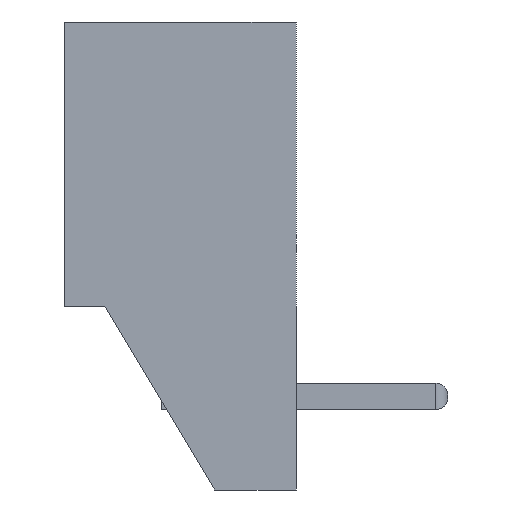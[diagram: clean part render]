
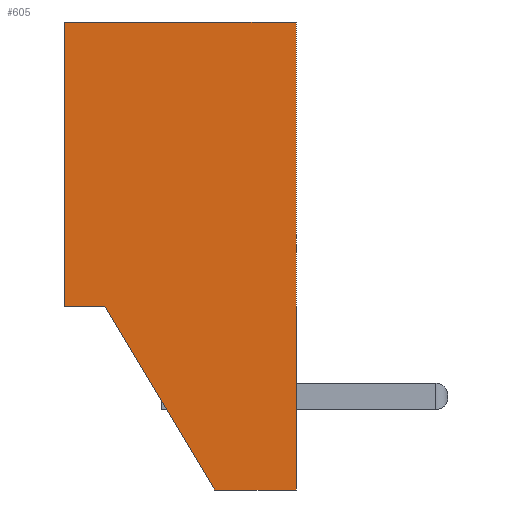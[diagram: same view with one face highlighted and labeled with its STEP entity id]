
A CAD part, left-side view. The second image highlights one B-rep face of the part: STEP entity #605.
In plain terms, the highlighted planar face has unit normal (-1, 0, 0).
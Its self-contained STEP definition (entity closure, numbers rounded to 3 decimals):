
#119 = VERTEX_POINT ( 'NONE', #4930 ) ;
#222 = VECTOR ( 'NONE', #3085, 1000. ) ;
#229 = VERTEX_POINT ( 'NONE', #5009 ) ;
#605 = ADVANCED_FACE ( 'NONE', ( #3037 ), #5167, .F. ) ;
#628 = VECTOR ( 'NONE', #1281, 1000. ) ;
#719 = ORIENTED_EDGE ( 'NONE', *, *, #4767, .F. ) ;
#926 = ORIENTED_EDGE ( 'NONE', *, *, #4882, .F. ) ;
#1190 = CARTESIAN_POINT ( 'NONE',  ( 0., 0., -11.5 ) ) ;
#1279 = EDGE_LOOP ( 'NONE', ( #926, #5385, #5817, #3314, #2670, #719 ) ) ;
#1281 = DIRECTION ( 'NONE',  ( 0., -1., 0. ) ) ;
#1512 = VECTOR ( 'NONE', #3978, 1000. ) ;
#1600 = LINE ( 'NONE', #6038, #5523 ) ;
#1689 = LINE ( 'NONE', #4506, #1512 ) ;
#1785 = VECTOR ( 'NONE', #5455, 1000. ) ;
#1844 = CARTESIAN_POINT ( 'NONE',  ( 0., 5.7, 0. ) ) ;
#1930 = LINE ( 'NONE', #4919, #1785 ) ;
#2164 = CARTESIAN_POINT ( 'NONE',  ( 0., 0., 0. ) ) ;
#2501 = CARTESIAN_POINT ( 'NONE',  ( 0., 5.7, 0. ) ) ;
#2547 = VECTOR ( 'NONE', #5023, 1000. ) ;
#2593 = VERTEX_POINT ( 'NONE', #2164 ) ;
#2670 = ORIENTED_EDGE ( 'NONE', *, *, #6031, .T. ) ;
#2727 = LINE ( 'NONE', #1844, #2547 ) ;
#3001 = VERTEX_POINT ( 'NONE', #6388 ) ;
#3036 = DIRECTION ( 'NONE',  ( 0., 0., -1. ) ) ;
#3037 = FACE_OUTER_BOUND ( 'NONE', #1279, .T. ) ;
#3046 = CARTESIAN_POINT ( 'NONE',  ( 0., 4.7, -7. ) ) ;
#3085 = DIRECTION ( 'NONE',  ( 0., -0.514, -0.857 ) ) ;
#3314 = ORIENTED_EDGE ( 'NONE', *, *, #5914, .T. ) ;
#3350 = AXIS2_PLACEMENT_3D ( 'NONE', #2501, #6246, #3036 ) ;
#3819 = VERTEX_POINT ( 'NONE', #1190 ) ;
#3890 = DIRECTION ( 'NONE',  ( 0., -1., 0. ) ) ;
#3978 = DIRECTION ( 'NONE',  ( 0., 0., 1. ) ) ;
#4446 = CARTESIAN_POINT ( 'NONE',  ( 0., 5.7, -7. ) ) ;
#4506 = CARTESIAN_POINT ( 'NONE',  ( 0., 0., 0. ) ) ;
#4552 = VERTEX_POINT ( 'NONE', #3046 ) ;
#4654 = LINE ( 'NONE', #4446, #628 ) ;
#4767 = EDGE_CURVE ( 'NONE', #229, #2593, #1930, .T. ) ;
#4825 = EDGE_CURVE ( 'NONE', #119, #4552, #4654, .T. ) ;
#4882 = EDGE_CURVE ( 'NONE', #119, #229, #2727, .T. ) ;
#4919 = CARTESIAN_POINT ( 'NONE',  ( 0., 5.7, 0. ) ) ;
#4930 = CARTESIAN_POINT ( 'NONE',  ( 0., 5.7, -7. ) ) ;
#5009 = CARTESIAN_POINT ( 'NONE',  ( 0., 5.7, 0. ) ) ;
#5023 = DIRECTION ( 'NONE',  ( 0., 0., 1. ) ) ;
#5167 = PLANE ( 'NONE',  #3350 ) ;
#5385 = ORIENTED_EDGE ( 'NONE', *, *, #4825, .T. ) ;
#5455 = DIRECTION ( 'NONE',  ( 0., -1., 0. ) ) ;
#5523 = VECTOR ( 'NONE', #3890, 1000. ) ;
#5673 = LINE ( 'NONE', #6818, #222 ) ;
#5676 = EDGE_CURVE ( 'NONE', #4552, #3001, #5673, .T. ) ;
#5817 = ORIENTED_EDGE ( 'NONE', *, *, #5676, .T. ) ;
#5914 = EDGE_CURVE ( 'NONE', #3001, #3819, #1600, .T. ) ;
#6031 = EDGE_CURVE ( 'NONE', #3819, #2593, #1689, .T. ) ;
#6038 = CARTESIAN_POINT ( 'NONE',  ( 0., 5.7, -11.5 ) ) ;
#6246 = DIRECTION ( 'NONE',  ( 1., 0., 0. ) ) ;
#6388 = CARTESIAN_POINT ( 'NONE',  ( 0., 2., -11.5 ) ) ;
#6818 = CARTESIAN_POINT ( 'NONE',  ( 0., 4.7, -7. ) ) ;
